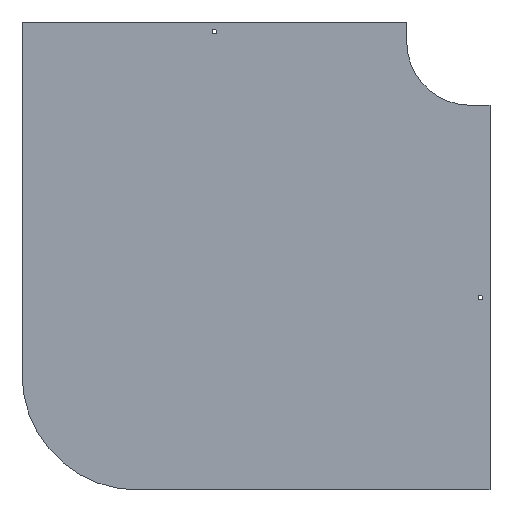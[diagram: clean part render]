
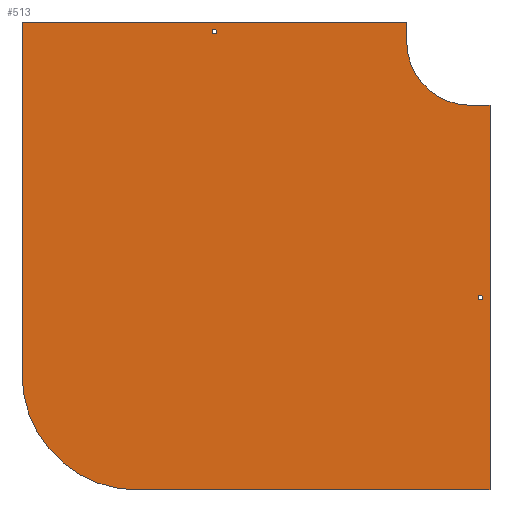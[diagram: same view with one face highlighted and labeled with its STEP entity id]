
A CAD part, front view. The second image highlights one B-rep face of the part: STEP entity #513.
In plain terms, the highlighted planar face has unit normal (0, -1, 0).
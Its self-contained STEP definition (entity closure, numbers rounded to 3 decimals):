
#6 = EDGE_CURVE ( 'NONE', #811, #824, #1220, .T. ) ;
#9 = EDGE_CURVE ( 'NONE', #824, #830, #1225, .T. ) ;
#20 = EDGE_CURVE ( 'NONE', #830, #1149, #1242, .T. ) ;
#26 = EDGE_CURVE ( 'NONE', #1149, #1158, #1255, .T. ) ;
#38 = EDGE_CURVE ( 'NONE', #1158, #1165, #1274, .T. ) ;
#41 = EDGE_CURVE ( 'NONE', #1165, #806, #1279, .T. ) ;
#51 = EDGE_CURVE ( 'NONE', #413, #413, #1294, .T. ) ;
#52 = EDGE_CURVE ( 'NONE', #412, #412, #1299, .T. ) ;
#93 = ORIENTED_EDGE ( 'NONE', *, *, #41, .F. ) ;
#94 = ORIENTED_EDGE ( 'NONE', *, *, #836, .F. ) ;
#96 = ORIENTED_EDGE ( 'NONE', *, *, #193, .F. ) ;
#98 = ORIENTED_EDGE ( 'NONE', *, *, #6, .F. ) ;
#100 = ORIENTED_EDGE ( 'NONE', *, *, #9, .F. ) ;
#102 = ORIENTED_EDGE ( 'NONE', *, *, #20, .F. ) ;
#104 = ORIENTED_EDGE ( 'NONE', *, *, #26, .F. ) ;
#106 = ORIENTED_EDGE ( 'NONE', *, *, #38, .F. ) ;
#108 = ORIENTED_EDGE ( 'NONE', *, *, #52, .F. ) ;
#109 = ORIENTED_EDGE ( 'NONE', *, *, #51, .F. ) ;
#193 = EDGE_CURVE ( 'NONE', #812, #811, #1431, .T. ) ;
#260 = DIRECTION ( 'NONE',  ( 0., 0., 1. ) ) ;
#263 = CARTESIAN_POINT ( 'NONE',  ( -300., 0., 0. ) ) ;
#266 = CARTESIAN_POINT ( 'NONE',  ( 300., 0., 0. ) ) ;
#269 = CARTESIAN_POINT ( 'NONE',  ( -300., 0., 0. ) ) ;
#274 = CARTESIAN_POINT ( 'NONE',  ( -300., 0., -550. ) ) ;
#279 = CARTESIAN_POINT ( 'NONE',  ( 400., 0., -130. ) ) ;
#286 = CARTESIAN_POINT ( 'NONE',  ( 300., 0., -30. ) ) ;
#350 = FACE_BOUND ( 'NONE', #746, .T. ) ;
#356 = FACE_OUTER_BOUND ( 'NONE', #744, .T. ) ;
#358 = FACE_BOUND ( 'NONE', #749, .T. ) ;
#379 = LINE ( 'NONE', #263, #383 ) ;
#383 = VECTOR ( 'NONE', #260, 1000. ) ;
#412 = VERTEX_POINT ( 'NONE', #1805 ) ;
#413 = VERTEX_POINT ( 'NONE', #1801 ) ;
#513 = ADVANCED_FACE ( 'NONE', ( #350, #358, #356 ), #1025, .F. ) ;
#523 = CARTESIAN_POINT ( 'NONE',  ( 430., 0., -130. ) ) ;
#529 = CARTESIAN_POINT ( 'NONE',  ( 430., 0., -730. ) ) ;
#744 = EDGE_LOOP ( 'NONE', ( #106, #104, #102, #100, #98, #96, #94, #93 ) ) ;
#746 = EDGE_LOOP ( 'NONE', ( #109 ) ) ;
#749 = EDGE_LOOP ( 'NONE', ( #108 ) ) ;
#806 = VERTEX_POINT ( 'NONE', #274 ) ;
#811 = VERTEX_POINT ( 'NONE', #266 ) ;
#812 = VERTEX_POINT ( 'NONE', #269 ) ;
#824 = VERTEX_POINT ( 'NONE', #286 ) ;
#830 = VERTEX_POINT ( 'NONE', #279 ) ;
#836 = EDGE_CURVE ( 'NONE', #806, #812, #379, .T. ) ;
#857 = AXIS2_PLACEMENT_3D ( 'NONE', #1608, #1561, #1610 ) ;
#867 = AXIS2_PLACEMENT_3D ( 'NONE', #1581, #1628, #1544 ) ;
#873 = AXIS2_PLACEMENT_3D ( 'NONE', #1535, #1514, #1513 ) ;
#874 = AXIS2_PLACEMENT_3D ( 'NONE', #1525, #1524, #1528 ) ;
#936 = AXIS2_PLACEMENT_3D ( 'NONE', #1030, #1037, #1023 ) ;
#983 = CARTESIAN_POINT ( 'NONE',  ( -120., 0., -730. ) ) ;
#1023 = DIRECTION ( 'NONE',  ( 0., 0., 1. ) ) ;
#1025 = PLANE ( 'NONE',  #936 ) ;
#1030 = CARTESIAN_POINT ( 'NONE',  ( -120., 0., -550. ) ) ;
#1037 = DIRECTION ( 'NONE',  ( 0., 1., 0. ) ) ;
#1149 = VERTEX_POINT ( 'NONE', #523 ) ;
#1158 = VERTEX_POINT ( 'NONE', #529 ) ;
#1165 = VERTEX_POINT ( 'NONE', #983 ) ;
#1220 = LINE ( 'NONE', #1740, #1224 ) ;
#1224 = VECTOR ( 'NONE', #1743, 1000. ) ;
#1225 = CIRCLE ( 'NONE', #857, 100. ) ;
#1242 = LINE ( 'NONE', #1565, #1246 ) ;
#1246 = VECTOR ( 'NONE', #1572, 1000. ) ;
#1255 = LINE ( 'NONE', #1590, #1258 ) ;
#1258 = VECTOR ( 'NONE', #1556, 1000. ) ;
#1274 = LINE ( 'NONE', #1546, #1278 ) ;
#1278 = VECTOR ( 'NONE', #1480, 1000. ) ;
#1279 = CIRCLE ( 'NONE', #867, 180. ) ;
#1294 = CIRCLE ( 'NONE', #873, 3.5 ) ;
#1299 = CIRCLE ( 'NONE', #874, 3.5 ) ;
#1431 = LINE ( 'NONE', #1715, #1433 ) ;
#1433 = VECTOR ( 'NONE', #1714, 1000. ) ;
#1480 = DIRECTION ( 'NONE',  ( -1., 0., 0. ) ) ;
#1513 = DIRECTION ( 'NONE',  ( 0., 0., -1. ) ) ;
#1514 = DIRECTION ( 'NONE',  ( 0., -1., 0. ) ) ;
#1524 = DIRECTION ( 'NONE',  ( 0., -1., 0. ) ) ;
#1525 = CARTESIAN_POINT ( 'NONE',  ( 0., 0., -15. ) ) ;
#1528 = DIRECTION ( 'NONE',  ( 0., 0., -1. ) ) ;
#1535 = CARTESIAN_POINT ( 'NONE',  ( 415., 0., -430. ) ) ;
#1544 = DIRECTION ( 'NONE',  ( 0., 0., 1. ) ) ;
#1546 = CARTESIAN_POINT ( 'NONE',  ( -120., 0., -730. ) ) ;
#1556 = DIRECTION ( 'NONE',  ( 0., 0., -1. ) ) ;
#1561 = DIRECTION ( 'NONE',  ( 0., -1., 0. ) ) ;
#1565 = CARTESIAN_POINT ( 'NONE',  ( 430., 0., -130. ) ) ;
#1572 = DIRECTION ( 'NONE',  ( 1., 0., 0. ) ) ;
#1581 = CARTESIAN_POINT ( 'NONE',  ( -120., 0., -550. ) ) ;
#1590 = CARTESIAN_POINT ( 'NONE',  ( 430., 0., -730. ) ) ;
#1608 = CARTESIAN_POINT ( 'NONE',  ( 400., 0., -30. ) ) ;
#1610 = DIRECTION ( 'NONE',  ( 0., 0., -1. ) ) ;
#1628 = DIRECTION ( 'NONE',  ( 0., 1., 0. ) ) ;
#1714 = DIRECTION ( 'NONE',  ( 1., 0., 0. ) ) ;
#1715 = CARTESIAN_POINT ( 'NONE',  ( -300., 0., 0. ) ) ;
#1740 = CARTESIAN_POINT ( 'NONE',  ( 300., 0., 0. ) ) ;
#1743 = DIRECTION ( 'NONE',  ( 0., 0., -1. ) ) ;
#1801 = CARTESIAN_POINT ( 'NONE',  ( 415., 0., -433.5 ) ) ;
#1805 = CARTESIAN_POINT ( 'NONE',  ( 0., 0., -18.5 ) ) ;
